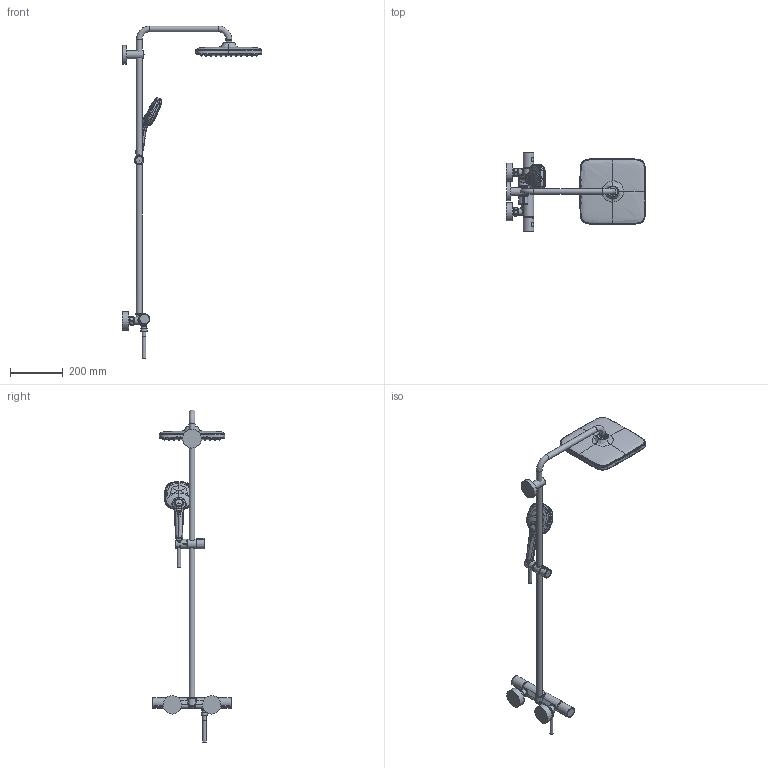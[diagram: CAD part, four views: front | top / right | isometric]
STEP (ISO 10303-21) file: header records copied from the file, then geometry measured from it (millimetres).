
FILE_DESCRIPTION(/* description */ ('Unknown'),/* implementation_level */ '2;1');
FILE_NAME(/* name */ '266900012',/* time_stamp */ '2023-04-21T14:16:06+02:00',/* author */ ('Unknown'),/* organization */ ('GROHE AG'),/* preprocessor_version */ 'ST-DEVELOPER v16.7',/* originating_system */ 'DEX',/* authorisation */ $);
FILE_SCHEMA (('AUTOMOTIVE_DESIGN {1 0 10303 214 3 1 1}'));
Length unit declared in the file: millimetre
Products named in the file (1): 266900012
Bounding box: 529.5 x 298.65 x 1259.88 mm (x, y, z)
Volume: 59338.4 mm3; surface area: 504608.5 mm2
Topology: 1 solids, 493 shells, 1684 faces, 6221 edges, 4932 vertices
Faces by surface type: bspline 673, cylinder 416, plane 369, torus 123, cone 93, sphere 10
Full cylindrical faces by diameter (mm): 2.187 x66, 2.8 x72, 3.7 x1, 3.797 x136, 4.1 x7, 13.8 x2, 14.7 x2, 18 x1, 18.3 x1, 19.9 x1, 20.9 x2, 20.955 x1, 22 x3, 22.6 x1, 23 x1, 26.44 x2, 27 x2, 31.3 x1, 33.4 x2, 36 x3, 40 x2, 70 x2, 71 x1
Entity records: 115177 total; most frequent: CARTESIAN_POINT 69028, ORIENTED_EDGE 6874, EDGE_CURVE 5097, DIRECTION 4830, VERTEX_POINT 4456, B_SPLINE_CURVE_WITH_KNOTS 3454, EDGE_LOOP 3135, FACE_BOUND 3135
